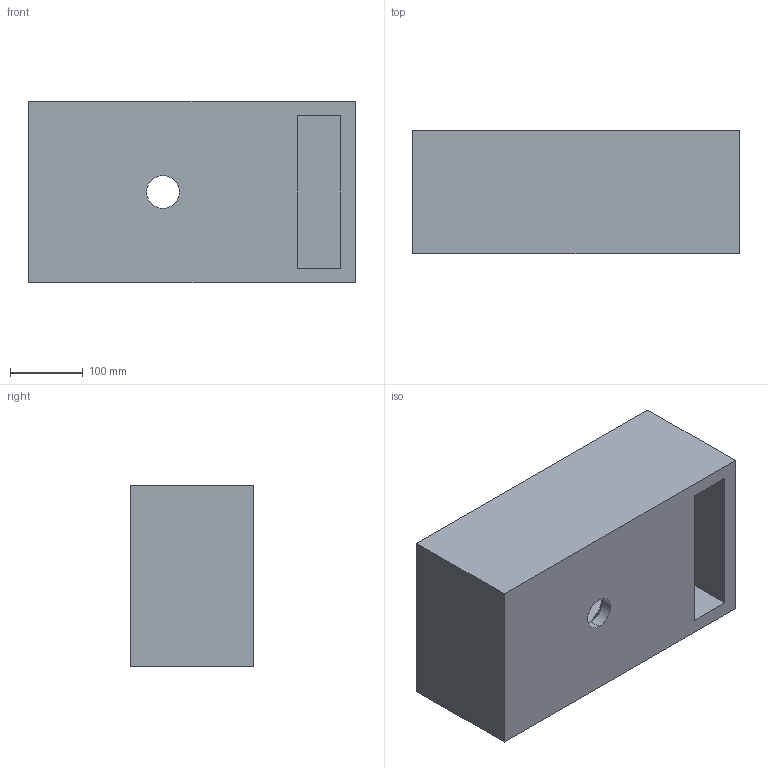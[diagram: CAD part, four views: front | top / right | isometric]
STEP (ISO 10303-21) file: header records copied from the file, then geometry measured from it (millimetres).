
FILE_DESCRIPTION (( 'STEP AP214' ), '1' );
FILE_NAME ('D802-H.STEP', '2018-04-13T11:51:39', ( 'User' ), ( '' ), 'SwSTEP 2.0', 'SolidWorks 2017', '' );
FILE_SCHEMA (( 'AUTOMOTIVE_DESIGN' ));
Length unit declared in the file: millimetre
Products named in the file (2): D802-H
Bounding box: 450 x 170 x 250 mm (x, y, z)
Surface area: 761257.2 mm2 (no closed solid volume)
Topology: 0 solids, 2 shells, 27 faces, 74 edges, 50 vertices
Faces by surface type: plane 15, bspline 8, cone 2, cylinder 2
Entity records: 1408 total; most frequent: CARTESIAN_POINT 727, ORIENTED_EDGE 140, DIRECTION 102, EDGE_CURVE 74, LINE 52, VECTOR 52, VERTEX_POINT 50, EDGE_LOOP 30
